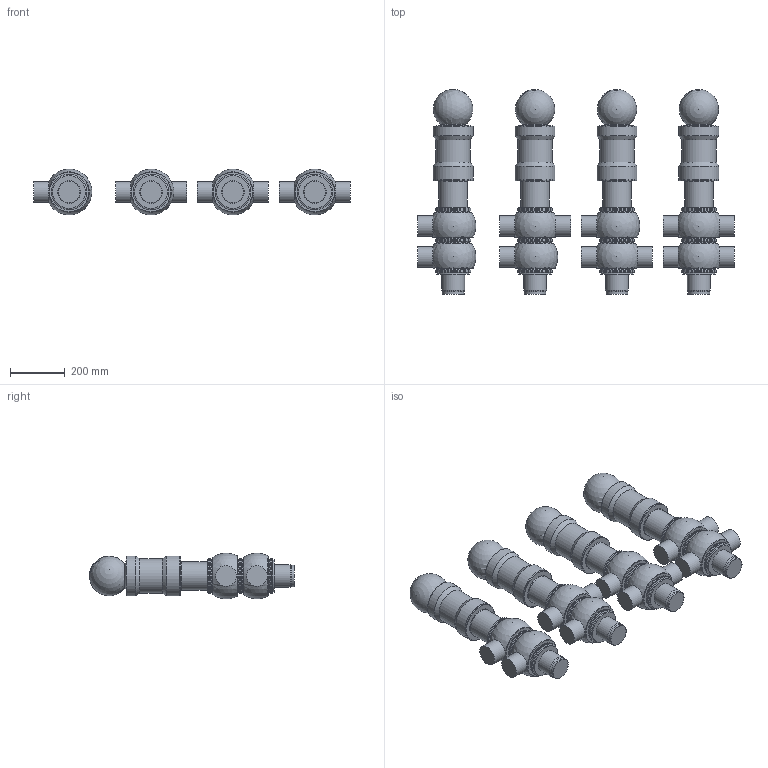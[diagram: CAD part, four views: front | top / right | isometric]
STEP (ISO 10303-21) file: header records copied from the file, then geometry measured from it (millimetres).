
FILE_DESCRIPTION(/* description */ (''),/* implementation_level */ '2;1');
FILE_NAME(/* name */ 'B925-DN076.1-SAL-orientabile.stp',/* time_stamp */ '2015-02-10T13:30:26+01:00',/* author */ ('malp-m'),/* organization */ (''),/* preprocessor_version */ 'ST-DEVELOPER v15.6',/* originating_system */ 'Autodesk Inventor 2015',/* authorisation */ '');
FILE_SCHEMA (('AUTOMOTIVE_DESIGN { 1 0 10303 214 3 1 1 }'));
Length unit declared in the file: millimetre
Products named in the file (7): CIL115-B925; Tappo-corpoDN80; ASSEMBL-B925-DN080; CorpoDN76.1-L; CorpoDN76.1-T; SAGOMA-GIOTTO; B925-DN076.1-SAL-orientabile
Assembly tree (24 placements, depth 2):
  B925-DN076.1-SAL-orientabile
    CIL115-B925  x4
    Tappo-corpoDN80  x4
    ASSEMBL-B925-DN080  x4
    CorpoDN76.1-L  x4
    CorpoDN76.1-T  x4
    SAGOMA-GIOTTO  x4
Bounding box: 1160 x 749.89 x 168 mm (x, y, z)
Volume: 43449592.5 mm3; surface area: 2156763.6 mm2
Topology: 24 solids, 24 shells, 292 faces, 496 edges, 292 vertices
Faces by surface type: plane 88, cylinder 84, torus 68, cone 40, sphere 12
Full cylindrical faces by diameter (mm): 76.1 x12, 80 x4, 84 x4, 105 x4, 120 x20, 127 x4, 130 x24, 146 x12
Entity records: 1704 total; most frequent: DIRECTION 342, CARTESIAN_POINT 238, AXIS2_PLACEMENT_3D 171, EDGE_LOOP 134, ORIENTED_EDGE 134, ADVANCED_FACE 73, FACE_OUTER_BOUND 70, CIRCLE 67
